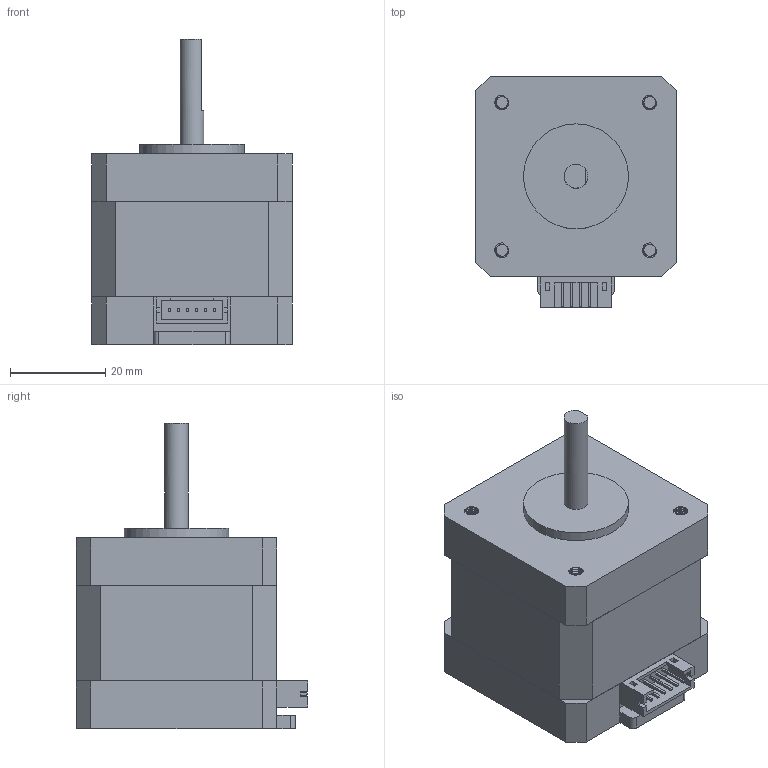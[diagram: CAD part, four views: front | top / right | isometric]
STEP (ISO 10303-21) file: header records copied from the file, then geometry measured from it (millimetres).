
FILE_DESCRIPTION(/* description */ (''),/* implementation_level */ '2;1');
FILE_NAME(/* name */ 'Nema17 v1.step',/* time_stamp */ '2023-03-04T16:13:28-05:00',/* author */ (''),/* organization */ (''),/* preprocessor_version */ 'ST-DEVELOPER v19.2',/* originating_system */ 'Autodesk Translation Framework v11.17.0.187',/* authorisation */ '');
FILE_SCHEMA (('AUTOMOTIVE_DESIGN { 1 0 10303 214 3 1 1 }'));
Length unit declared in the file: millimetre
Products named in the file (1): Nema17
Bounding box: 42 x 48.5 x 64 mm (x, y, z)
Volume: 70034.3 mm3; surface area: 18680.5 mm2
Topology: 10 solids, 10 shells, 376 faces, 1706 edges, 1439 vertices
Faces by surface type: plane 227, cylinder 133, bspline 16
Full cylindrical faces by diameter (mm): 2.529 x24, 3.086 x8, 5 x1, 6 x4, 9 x1, 22 x1
Entity records: 27600 total; most frequent: CARTESIAN_POINT 14822, ORIENTED_EDGE 3412, EDGE_CURVE 1706, DIRECTION 1564, VERTEX_POINT 1439, B_SPLINE_CURVE_WITH_KNOTS 924, LINE 722, VECTOR 722
